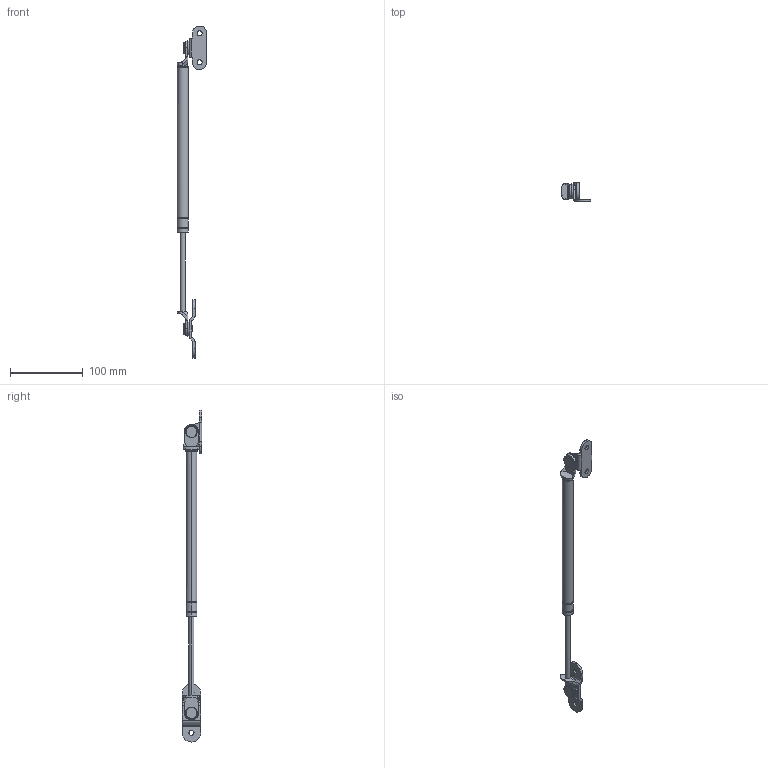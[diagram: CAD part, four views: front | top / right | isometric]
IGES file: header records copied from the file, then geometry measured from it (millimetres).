
Start section: ------------------------------------------------------------------------
Global section: file name: PC50.4488.TM_360_100_5_24300.igs; native system: spGate; preprocessor: ver16.7.1; author: Unknown; organization: Unknown; date: 201016.142620; units: millimetre
Bounding box: 40.75 x 26.5 x 455.97 mm (x, y, z)
Volume: 62656.9 mm3; surface area: 28746.1 mm2
Topology: 10 solids, 10 shells, 167 faces, 399 edges, 256 vertices
Faces by surface type: bspline 167
